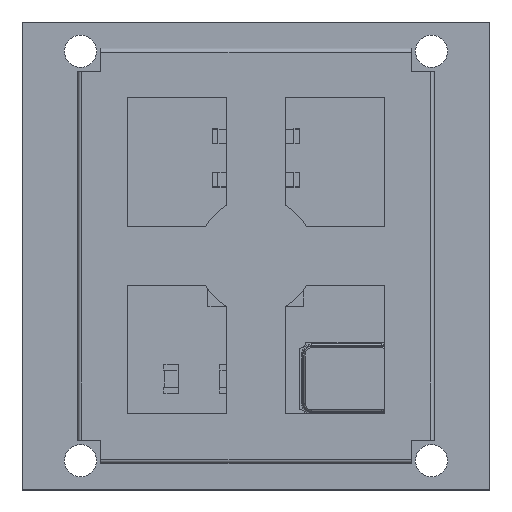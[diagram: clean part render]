
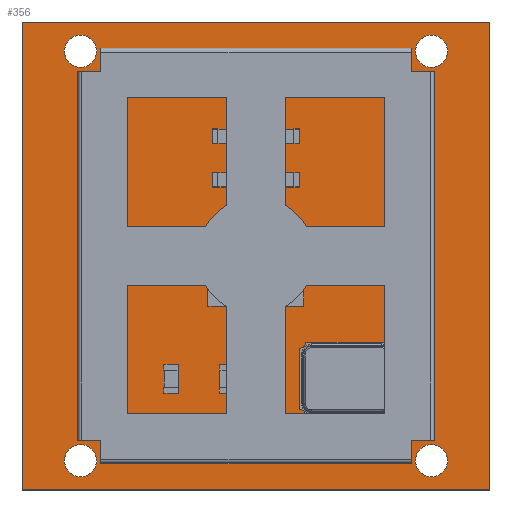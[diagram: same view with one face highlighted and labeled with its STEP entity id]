
A CAD part, top view. The second image highlights one B-rep face of the part: STEP entity #356.
In plain terms, the highlighted planar face has unit normal (0, 0, 1).
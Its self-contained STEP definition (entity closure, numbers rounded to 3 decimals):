
#83 = VERTEX_POINT('',#84);
#84 = CARTESIAN_POINT('',(0.,0.,0.));
#90 = EDGE_CURVE('',#83,#91,#93,.T.);
#91 = VERTEX_POINT('',#92);
#92 = CARTESIAN_POINT('',(16.,0.,0.));
#93 = LINE('',#94,#95);
#94 = CARTESIAN_POINT('',(0.,0.,0.));
#95 = VECTOR('',#96,1.);
#96 = DIRECTION('',(1.,0.,0.));
#121 = EDGE_CURVE('',#91,#122,#124,.T.);
#122 = VERTEX_POINT('',#123);
#123 = CARTESIAN_POINT('',(16.,16.,0.));
#124 = LINE('',#125,#126);
#125 = CARTESIAN_POINT('',(16.,0.,0.));
#126 = VECTOR('',#127,1.);
#127 = DIRECTION('',(0.,1.,0.));
#152 = EDGE_CURVE('',#122,#153,#155,.T.);
#153 = VERTEX_POINT('',#154);
#154 = CARTESIAN_POINT('',(0.,16.,0.));
#155 = LINE('',#156,#157);
#156 = CARTESIAN_POINT('',(16.,16.,0.));
#157 = VECTOR('',#158,1.);
#158 = DIRECTION('',(-1.,0.,0.));
#183 = EDGE_CURVE('',#153,#83,#184,.T.);
#184 = LINE('',#185,#186);
#185 = CARTESIAN_POINT('',(0.,16.,0.));
#186 = VECTOR('',#187,1.);
#187 = DIRECTION('',(0.,-1.,0.));
#207 = VERTEX_POINT('',#208);
#208 = CARTESIAN_POINT('',(2.55,1.,0.));
#214 = EDGE_CURVE('',#207,#207,#215,.T.);
#215 = CIRCLE('',#216,0.55);
#216 = AXIS2_PLACEMENT_3D('',#217,#218,#219);
#217 = CARTESIAN_POINT('',(2.,1.,0.));
#218 = DIRECTION('',(0.,0.,1.));
#219 = DIRECTION('',(1.,0.,0.));
#240 = VERTEX_POINT('',#241);
#241 = CARTESIAN_POINT('',(2.55,15.,0.));
#247 = EDGE_CURVE('',#240,#240,#248,.T.);
#248 = CIRCLE('',#249,0.55);
#249 = AXIS2_PLACEMENT_3D('',#250,#251,#252);
#250 = CARTESIAN_POINT('',(2.,15.,0.));
#251 = DIRECTION('',(0.,0.,1.));
#252 = DIRECTION('',(1.,0.,0.));
#273 = VERTEX_POINT('',#274);
#274 = CARTESIAN_POINT('',(14.55,1.,0.));
#280 = EDGE_CURVE('',#273,#273,#281,.T.);
#281 = CIRCLE('',#282,0.55);
#282 = AXIS2_PLACEMENT_3D('',#283,#284,#285);
#283 = CARTESIAN_POINT('',(14.,1.,0.));
#284 = DIRECTION('',(0.,0.,1.));
#285 = DIRECTION('',(1.,0.,0.));
#306 = VERTEX_POINT('',#307);
#307 = CARTESIAN_POINT('',(14.55,15.,0.));
#313 = EDGE_CURVE('',#306,#306,#314,.T.);
#314 = CIRCLE('',#315,0.55);
#315 = AXIS2_PLACEMENT_3D('',#316,#317,#318);
#316 = CARTESIAN_POINT('',(14.,15.,0.));
#317 = DIRECTION('',(0.,0.,1.));
#318 = DIRECTION('',(1.,0.,0.));
#356 = ADVANCED_FACE('',(#357,#363,#366,#369,#372),#375,.F.);
#357 = FACE_BOUND('',#358,.T.);
#358 = EDGE_LOOP('',(#359,#360,#361,#362));
#359 = ORIENTED_EDGE('',*,*,#90,.T.);
#360 = ORIENTED_EDGE('',*,*,#121,.T.);
#361 = ORIENTED_EDGE('',*,*,#152,.T.);
#362 = ORIENTED_EDGE('',*,*,#183,.T.);
#363 = FACE_BOUND('',#364,.F.);
#364 = EDGE_LOOP('',(#365));
#365 = ORIENTED_EDGE('',*,*,#214,.T.);
#366 = FACE_BOUND('',#367,.F.);
#367 = EDGE_LOOP('',(#368));
#368 = ORIENTED_EDGE('',*,*,#247,.T.);
#369 = FACE_BOUND('',#370,.F.);
#370 = EDGE_LOOP('',(#371));
#371 = ORIENTED_EDGE('',*,*,#280,.T.);
#372 = FACE_BOUND('',#373,.F.);
#373 = EDGE_LOOP('',(#374));
#374 = ORIENTED_EDGE('',*,*,#313,.T.);
#375 = PLANE('',#376);
#376 = AXIS2_PLACEMENT_3D('',#377,#378,#379);
#377 = CARTESIAN_POINT('',(0.,0.,0.));
#378 = DIRECTION('',(0.,0.,-1.));
#379 = DIRECTION('',(-1.,0.,0.));
